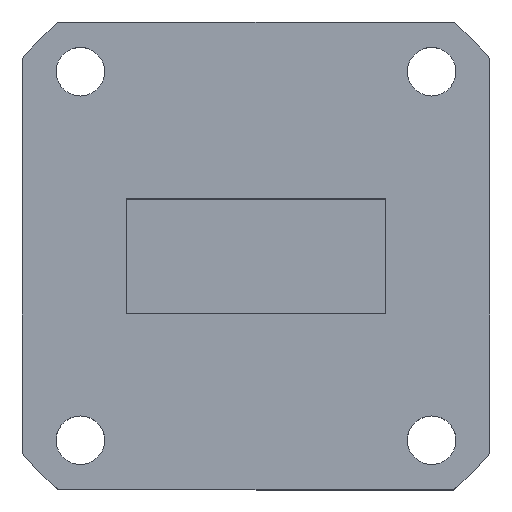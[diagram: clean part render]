
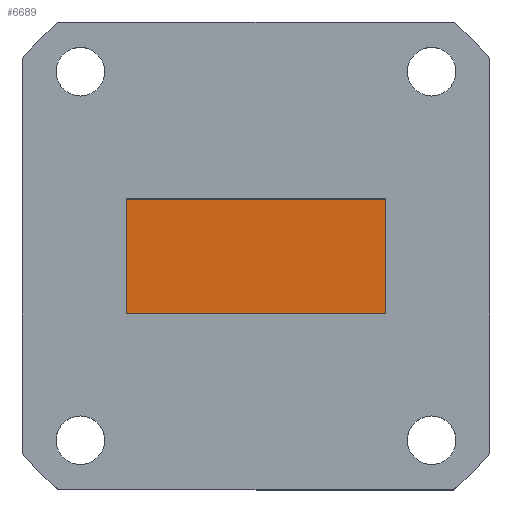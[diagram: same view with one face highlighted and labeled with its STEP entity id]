
A CAD part, top view. The second image highlights one B-rep face of the part: STEP entity #6689.
In plain terms, the highlighted planar face has unit normal (0, 0, 1).
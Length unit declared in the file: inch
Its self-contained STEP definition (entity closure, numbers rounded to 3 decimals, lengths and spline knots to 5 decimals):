
#11 = EDGE_CURVE ( 'NONE', #28903, #514, #32635, .T. ) ;
#514 = VERTEX_POINT ( 'NONE', #11961 ) ;
#651 = ORIENTED_EDGE ( 'NONE', *, *, #4633, .F. ) ;
#1263 = PLANE ( 'NONE',  #30095 ) ;
#2862 = CARTESIAN_POINT ( 'NONE',  ( -0.515, -0.265, -1.393 ) ) ;
#3913 = DIRECTION ( 'NONE',  ( -1., 0., 0. ) ) ;
#4189 = DIRECTION ( 'NONE',  ( -1., 0., 0. ) ) ;
#4633 = EDGE_CURVE ( 'NONE', #26886, #28126, #26562, .T. ) ;
#6450 = CARTESIAN_POINT ( 'NONE',  ( -0.515, 0.265, -1.393 ) ) ;
#6575 = DIRECTION ( 'NONE',  ( 0., 1., 0. ) ) ;
#6689 = ADVANCED_FACE ( 'NONE', ( #17898 ), #1263, .F. ) ;
#6960 = VECTOR ( 'NONE', #30043, 39.37008 ) ;
#7650 = VECTOR ( 'NONE', #4189, 39.37008 ) ;
#8505 = VECTOR ( 'NONE', #6575, 39.37008 ) ;
#10151 = CARTESIAN_POINT ( 'NONE',  ( -0.515, 0.265, -1.393 ) ) ;
#10940 = EDGE_CURVE ( 'NONE', #514, #26886, #14250, .T. ) ;
#11961 = CARTESIAN_POINT ( 'NONE',  ( 0.515, 0.265, -1.393 ) ) ;
#12079 = CARTESIAN_POINT ( 'NONE',  ( 0., 0., -1.393 ) ) ;
#12495 = ORIENTED_EDGE ( 'NONE', *, *, #11, .F. ) ;
#13808 = ORIENTED_EDGE ( 'NONE', *, *, #23851, .F. ) ;
#14250 = LINE ( 'NONE', #30161, #6960 ) ;
#14729 = DIRECTION ( 'NONE',  ( 1., 0., 0. ) ) ;
#15842 = LINE ( 'NONE', #23411, #8505 ) ;
#17898 = FACE_OUTER_BOUND ( 'NONE', #24839, .T. ) ;
#20489 = DIRECTION ( 'NONE',  ( 0., 0., -1. ) ) ;
#22480 = CARTESIAN_POINT ( 'NONE',  ( 0.515, -0.265, -1.393 ) ) ;
#23411 = CARTESIAN_POINT ( 'NONE',  ( -0.515, -0.265, -1.393 ) ) ;
#23851 = EDGE_CURVE ( 'NONE', #28126, #28903, #15842, .T. ) ;
#24839 = EDGE_LOOP ( 'NONE', ( #13808, #651, #28092, #12495 ) ) ;
#26562 = LINE ( 'NONE', #22480, #7650 ) ;
#26886 = VERTEX_POINT ( 'NONE', #32036 ) ;
#27470 = VECTOR ( 'NONE', #14729, 39.37008 ) ;
#28092 = ORIENTED_EDGE ( 'NONE', *, *, #10940, .F. ) ;
#28126 = VERTEX_POINT ( 'NONE', #2862 ) ;
#28903 = VERTEX_POINT ( 'NONE', #10151 ) ;
#30043 = DIRECTION ( 'NONE',  ( 0., -1., 0. ) ) ;
#30095 = AXIS2_PLACEMENT_3D ( 'NONE', #12079, #20489, #3913 ) ;
#30161 = CARTESIAN_POINT ( 'NONE',  ( 0.515, 0.265, -1.393 ) ) ;
#32036 = CARTESIAN_POINT ( 'NONE',  ( 0.515, -0.265, -1.393 ) ) ;
#32635 = LINE ( 'NONE', #6450, #27470 ) ;
